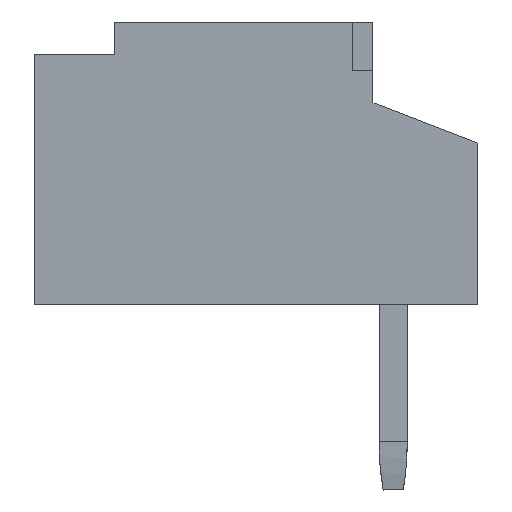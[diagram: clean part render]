
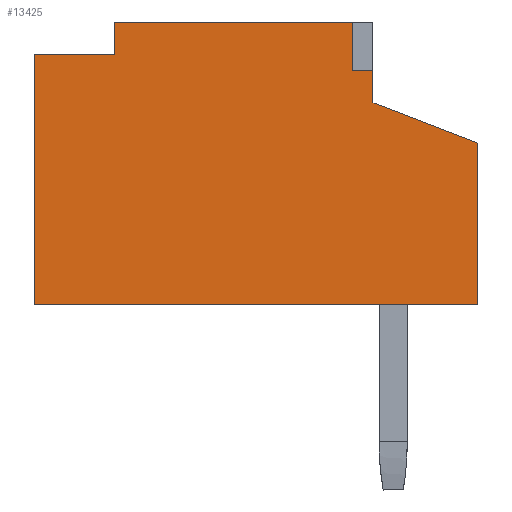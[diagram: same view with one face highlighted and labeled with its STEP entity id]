
A CAD part, left-side view. The second image highlights one B-rep face of the part: STEP entity #13425.
In plain terms, the highlighted planar face has unit normal (-1, 0, 0).
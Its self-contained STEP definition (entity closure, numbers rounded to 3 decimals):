
#1232 = VECTOR ( 'NONE', #9500, 1000. ) ;
#1263 = VECTOR ( 'NONE', #12153, 1000. ) ;
#1413 = EDGE_CURVE ( 'NONE', #5195, #11927, #13622, .T. ) ;
#1708 = VECTOR ( 'NONE', #8812, 1000. ) ;
#1712 = CARTESIAN_POINT ( 'NONE',  ( -8.375, -0.025, 1.6 ) ) ;
#2467 = VECTOR ( 'NONE', #16893, 1000. ) ;
#2647 = VERTEX_POINT ( 'NONE', #7067 ) ;
#2914 = DIRECTION ( 'NONE',  ( 0., 0., 1. ) ) ;
#3256 = ORIENTED_EDGE ( 'NONE', *, *, #3831, .T. ) ;
#3272 = CARTESIAN_POINT ( 'NONE',  ( -8.375, -2.975, -1.9 ) ) ;
#3582 = ORIENTED_EDGE ( 'NONE', *, *, #12338, .F. ) ;
#3793 = VECTOR ( 'NONE', #17211, 1000. ) ;
#3831 = EDGE_CURVE ( 'NONE', #5100, #12569, #17900, .T. ) ;
#4303 = CARTESIAN_POINT ( 'NONE',  ( -8.375, 0.975, 1.2 ) ) ;
#4652 = CARTESIAN_POINT ( 'NONE',  ( -8.375, -4.525, 1. ) ) ;
#4955 = LINE ( 'NONE', #10771, #1263 ) ;
#4973 = EDGE_CURVE ( 'NONE', #6264, #11927, #6550, .T. ) ;
#5100 = VERTEX_POINT ( 'NONE', #13841 ) ;
#5101 = LINE ( 'NONE', #7486, #3793 ) ;
#5103 = CARTESIAN_POINT ( 'NONE',  ( -8.375, -4.525, 1.2 ) ) ;
#5195 = VERTEX_POINT ( 'NONE', #1712 ) ;
#5313 = CARTESIAN_POINT ( 'NONE',  ( -8.375, -0.025, 1.2 ) ) ;
#5341 = DIRECTION ( 'NONE',  ( 0., 0., 1. ) ) ;
#5732 = VECTOR ( 'NONE', #15417, 1000. ) ;
#5856 = CARTESIAN_POINT ( 'NONE',  ( -8.375, -4.525, 0. ) ) ;
#5934 = ORIENTED_EDGE ( 'NONE', *, *, #9206, .F. ) ;
#6145 = LINE ( 'NONE', #3272, #2467 ) ;
#6264 = VERTEX_POINT ( 'NONE', #4303 ) ;
#6550 = LINE ( 'NONE', #5103, #16796 ) ;
#7067 = CARTESIAN_POINT ( 'NONE',  ( -8.375, 0.975, -1.9 ) ) ;
#7486 = CARTESIAN_POINT ( 'NONE',  ( -8.375, 0.975, 0. ) ) ;
#7535 = VECTOR ( 'NONE', #14191, 1000. ) ;
#8416 = AXIS2_PLACEMENT_3D ( 'NONE', #14505, #12624, #2914 ) ;
#8638 = LINE ( 'NONE', #17813, #1232 ) ;
#8812 = DIRECTION ( 'NONE',  ( 0., 0., -1. ) ) ;
#8915 = PLANE ( 'NONE',  #8416 ) ;
#9206 = EDGE_CURVE ( 'NONE', #2647, #6264, #5101, .T. ) ;
#9500 = DIRECTION ( 'NONE',  ( 0., 1., 0. ) ) ;
#9657 = EDGE_CURVE ( 'NONE', #11971, #14864, #6145, .T. ) ;
#9890 = VECTOR ( 'NONE', #14523, 1000. ) ;
#10344 = CARTESIAN_POINT ( 'NONE',  ( -8.375, -0.025, -1.9 ) ) ;
#10490 = ORIENTED_EDGE ( 'NONE', *, *, #12038, .T. ) ;
#10755 = FACE_OUTER_BOUND ( 'NONE', #12906, .T. ) ;
#10767 = CARTESIAN_POINT ( 'NONE',  ( -8.375, -4.525, -1.9 ) ) ;
#10771 = CARTESIAN_POINT ( 'NONE',  ( -8.375, -4.525, 0.1 ) ) ;
#10845 = DIRECTION ( 'NONE',  ( 0., -1., 0. ) ) ;
#11317 = EDGE_CURVE ( 'NONE', #11795, #5100, #4955, .T. ) ;
#11328 = CARTESIAN_POINT ( 'NONE',  ( -8.375, -3.225, 1. ) ) ;
#11795 = VERTEX_POINT ( 'NONE', #17594 ) ;
#11927 = VERTEX_POINT ( 'NONE', #5313 ) ;
#11971 = VERTEX_POINT ( 'NONE', #14001 ) ;
#12038 = EDGE_CURVE ( 'NONE', #12960, #11795, #14273, .T. ) ;
#12041 = LINE ( 'NONE', #4652, #5732 ) ;
#12153 = DIRECTION ( 'NONE',  ( 0., 0.933, 0.359 ) ) ;
#12270 = CARTESIAN_POINT ( 'NONE',  ( -8.375, -3.225, -1.9 ) ) ;
#12338 = EDGE_CURVE ( 'NONE', #12960, #2647, #8638, .T. ) ;
#12469 = VECTOR ( 'NONE', #5341, 1000. ) ;
#12569 = VERTEX_POINT ( 'NONE', #11328 ) ;
#12624 = DIRECTION ( 'NONE',  ( -1., 0., 0. ) ) ;
#12906 = EDGE_LOOP ( 'NONE', ( #3256, #13173, #14074, #14209, #14728, #14126, #5934, #3582, #10490, #15723 ) ) ;
#12960 = VERTEX_POINT ( 'NONE', #10767 ) ;
#13173 = ORIENTED_EDGE ( 'NONE', *, *, #13446, .T. ) ;
#13425 = ADVANCED_FACE ( 'NONE', ( #10755 ), #8915, .T. ) ;
#13446 = EDGE_CURVE ( 'NONE', #12569, #11971, #12041, .T. ) ;
#13622 = LINE ( 'NONE', #10344, #1708 ) ;
#13761 = LINE ( 'NONE', #15852, #9890 ) ;
#13841 = CARTESIAN_POINT ( 'NONE',  ( -8.375, -3.225, 0.6 ) ) ;
#14001 = CARTESIAN_POINT ( 'NONE',  ( -8.375, -2.975, 1. ) ) ;
#14074 = ORIENTED_EDGE ( 'NONE', *, *, #9657, .T. ) ;
#14126 = ORIENTED_EDGE ( 'NONE', *, *, #4973, .F. ) ;
#14191 = DIRECTION ( 'NONE',  ( 0., 0., 1. ) ) ;
#14209 = ORIENTED_EDGE ( 'NONE', *, *, #17110, .T. ) ;
#14273 = LINE ( 'NONE', #5856, #7535 ) ;
#14505 = CARTESIAN_POINT ( 'NONE',  ( -8.375, -4.525, -1.9 ) ) ;
#14523 = DIRECTION ( 'NONE',  ( 0., 1., 0. ) ) ;
#14728 = ORIENTED_EDGE ( 'NONE', *, *, #1413, .T. ) ;
#14864 = VERTEX_POINT ( 'NONE', #17009 ) ;
#15417 = DIRECTION ( 'NONE',  ( 0., 1., 0. ) ) ;
#15723 = ORIENTED_EDGE ( 'NONE', *, *, #11317, .T. ) ;
#15852 = CARTESIAN_POINT ( 'NONE',  ( -8.375, -4.525, 1.6 ) ) ;
#16796 = VECTOR ( 'NONE', #10845, 1000. ) ;
#16893 = DIRECTION ( 'NONE',  ( 0., 0., 1. ) ) ;
#17009 = CARTESIAN_POINT ( 'NONE',  ( -8.375, -2.975, 1.6 ) ) ;
#17110 = EDGE_CURVE ( 'NONE', #14864, #5195, #13761, .T. ) ;
#17211 = DIRECTION ( 'NONE',  ( 0., 0., 1. ) ) ;
#17594 = CARTESIAN_POINT ( 'NONE',  ( -8.375, -4.525, 0.1 ) ) ;
#17813 = CARTESIAN_POINT ( 'NONE',  ( -8.375, -4.525, -1.9 ) ) ;
#17900 = LINE ( 'NONE', #12270, #12469 ) ;
